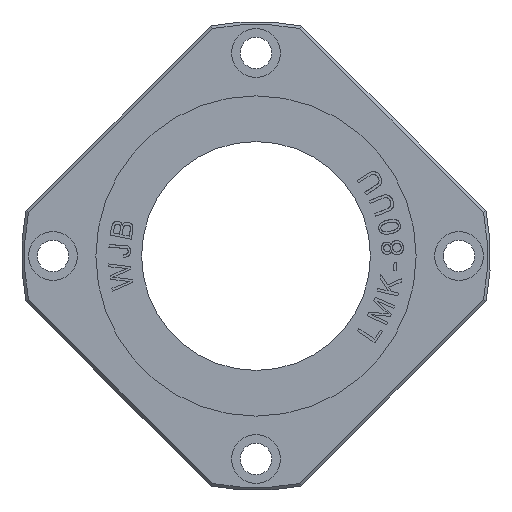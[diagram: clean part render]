
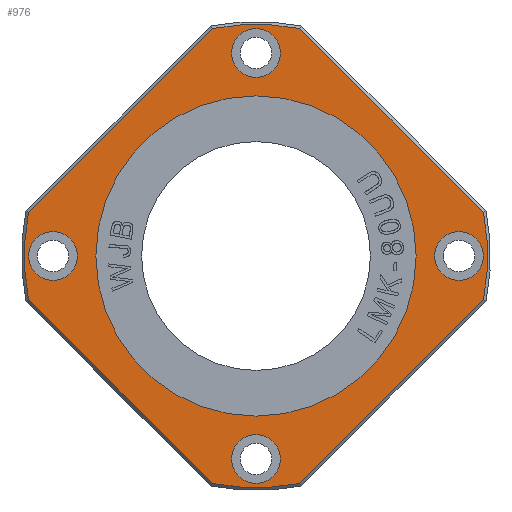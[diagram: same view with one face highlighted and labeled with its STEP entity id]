
A CAD part, left-side view. The second image highlights one B-rep face of the part: STEP entity #976.
In plain terms, the highlighted planar face has unit normal (-1, 0, 0).
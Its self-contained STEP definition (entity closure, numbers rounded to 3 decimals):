
#221=PLANE('',#6309);
#468=FACE_BOUND('',#1713,.T.);
#469=FACE_BOUND('',#1714,.T.);
#470=FACE_BOUND('',#1715,.T.);
#471=FACE_BOUND('',#1716,.T.);
#472=FACE_BOUND('',#1717,.T.);
#473=FACE_BOUND('',#1718,.T.);
#976=ADVANCED_FACE('',(#468,#469,#470,#471,#472,#473),#221,.T.);
#1713=EDGE_LOOP('',(#3320,#3321,#3322,#3323,#3324,#3325,#3326,#3327));
#1714=EDGE_LOOP('',(#3328));
#1715=EDGE_LOOP('',(#3329));
#1716=EDGE_LOOP('',(#3330));
#1717=EDGE_LOOP('',(#3331));
#1718=EDGE_LOOP('',(#3332));
#2223=LINE('',#9178,#2656);
#2224=LINE('',#9182,#2657);
#2225=LINE('',#9183,#2658);
#2226=LINE('',#9184,#2659);
#2656=VECTOR('',#6843,1.);
#2657=VECTOR('',#6846,1.);
#2658=VECTOR('',#6847,1.);
#2659=VECTOR('',#6848,1.);
#3320=ORIENTED_EDGE('',*,*,#5342,.T.);
#3321=ORIENTED_EDGE('',*,*,#5578,.T.);
#3322=ORIENTED_EDGE('',*,*,#5579,.T.);
#3323=ORIENTED_EDGE('',*,*,#5580,.T.);
#3324=ORIENTED_EDGE('',*,*,#5349,.T.);
#3325=ORIENTED_EDGE('',*,*,#5581,.T.);
#3326=ORIENTED_EDGE('',*,*,#5345,.T.);
#3327=ORIENTED_EDGE('',*,*,#5582,.T.);
#3328=ORIENTED_EDGE('',*,*,#5583,.T.);
#3329=ORIENTED_EDGE('',*,*,#5584,.F.);
#3330=ORIENTED_EDGE('',*,*,#5585,.F.);
#3331=ORIENTED_EDGE('',*,*,#5586,.F.);
#3332=ORIENTED_EDGE('',*,*,#5587,.F.);
#4771=VERTEX_POINT('',#7889);
#4772=VERTEX_POINT('',#7891);
#4773=VERTEX_POINT('',#7901);
#4774=VERTEX_POINT('',#7903);
#4777=VERTEX_POINT('',#7916);
#4778=VERTEX_POINT('',#7918);
#5006=VERTEX_POINT('',#9179);
#5007=VERTEX_POINT('',#9181);
#5008=VERTEX_POINT('',#9186);
#5009=VERTEX_POINT('',#9188);
#5010=VERTEX_POINT('',#9190);
#5011=VERTEX_POINT('',#9192);
#5012=VERTEX_POINT('',#9194);
#5342=EDGE_CURVE('',#4772,#4771,#6176,.T.);
#5345=EDGE_CURVE('',#4774,#4773,#6177,.T.);
#5349=EDGE_CURVE('',#4778,#4777,#6179,.T.);
#5578=EDGE_CURVE('',#4771,#5006,#2223,.T.);
#5579=EDGE_CURVE('',#5006,#5007,#6203,.T.);
#5580=EDGE_CURVE('',#5007,#4778,#2224,.T.);
#5581=EDGE_CURVE('',#4777,#4774,#2225,.T.);
#5582=EDGE_CURVE('',#4773,#4772,#2226,.T.);
#5583=EDGE_CURVE('',#5008,#5008,#6204,.T.);
#5584=EDGE_CURVE('',#5009,#5009,#6205,.T.);
#5585=EDGE_CURVE('',#5010,#5010,#6206,.T.);
#5586=EDGE_CURVE('',#5011,#5011,#6207,.T.);
#5587=EDGE_CURVE('',#5012,#5012,#6208,.T.);
#6176=CIRCLE('',#6259,81.);
#6177=CIRCLE('',#6261,81.);
#6179=CIRCLE('',#6264,81.);
#6203=CIRCLE('',#6303,81.);
#6204=CIRCLE('',#6304,56.);
#6205=CIRCLE('',#6305,8.5);
#6206=CIRCLE('',#6306,8.5);
#6207=CIRCLE('',#6307,8.5);
#6208=CIRCLE('',#6308,8.5);
#6259=AXIS2_PLACEMENT_3D('',#7890,#6630,#6631);
#6261=AXIS2_PLACEMENT_3D('',#7902,#6634,#6635);
#6264=AXIS2_PLACEMENT_3D('',#7917,#6640,#6641);
#6303=AXIS2_PLACEMENT_3D('',#9180,#6844,#6845);
#6304=AXIS2_PLACEMENT_3D('',#9185,#6849,#6850);
#6305=AXIS2_PLACEMENT_3D('',#9187,#6851,#6852);
#6306=AXIS2_PLACEMENT_3D('',#9189,#6853,#6854);
#6307=AXIS2_PLACEMENT_3D('',#9191,#6855,#6856);
#6308=AXIS2_PLACEMENT_3D('',#9193,#6857,#6858);
#6309=AXIS2_PLACEMENT_3D('',#9195,#6859,#6860);
#6630=DIRECTION('',(-1.,0.,0.));
#6631=DIRECTION('',(0.,0.,1.));
#6634=DIRECTION('',(-1.,0.,0.));
#6635=DIRECTION('',(0.,0.,1.));
#6640=DIRECTION('',(-1.,0.,0.));
#6641=DIRECTION('',(0.,0.,1.));
#6843=DIRECTION('',(0.,0.707,0.707));
#6844=DIRECTION('',(-1.,0.,0.));
#6845=DIRECTION('',(0.,0.,1.));
#6846=DIRECTION('',(0.,0.707,-0.707));
#6847=DIRECTION('',(0.,-0.707,-0.707));
#6848=DIRECTION('',(0.,-0.707,0.707));
#6849=DIRECTION('',(1.,0.,0.));
#6850=DIRECTION('',(0.,0.,1.));
#6851=DIRECTION('',(-1.,0.,0.));
#6852=DIRECTION('',(0.,0.,1.));
#6853=DIRECTION('',(-1.,0.,0.));
#6854=DIRECTION('',(0.,0.,1.));
#6855=DIRECTION('',(-1.,0.,0.));
#6856=DIRECTION('',(0.,0.,1.));
#6857=DIRECTION('',(-1.,0.,0.));
#6858=DIRECTION('',(0.,0.,1.));
#6859=DIRECTION('',(-1.,0.,0.));
#6860=DIRECTION('',(0.,0.,1.));
#7889=CARTESIAN_POINT('',(0.,-79.557,15.219));
#7890=CARTESIAN_POINT('',(0.,0.,0.));
#7891=CARTESIAN_POINT('',(0.,-79.563,-15.189));
#7901=CARTESIAN_POINT('',(0.,-15.189,-79.563));
#7902=CARTESIAN_POINT('',(0.,0.,0.));
#7903=CARTESIAN_POINT('',(0.,15.219,-79.557));
#7916=CARTESIAN_POINT('',(0.,79.557,-15.219));
#7917=CARTESIAN_POINT('',(0.,0.,0.));
#7918=CARTESIAN_POINT('',(0.,79.563,15.189));
#9178=CARTESIAN_POINT('',(0.,-114.048,-19.272));
#9179=CARTESIAN_POINT('',(0.,-15.219,79.557));
#9180=CARTESIAN_POINT('',(0.,0.,0.));
#9181=CARTESIAN_POINT('',(0.,15.189,79.563));
#9182=CARTESIAN_POINT('',(0.,46.716,48.036));
#9183=CARTESIAN_POINT('',(0.,-19.272,-114.048));
#9184=CARTESIAN_POINT('',(0.,-48.036,-46.716));
#9185=CARTESIAN_POINT('',(0.,0.,0.));
#9186=CARTESIAN_POINT('',(0.,0.,56.));
#9187=CARTESIAN_POINT('',(0.,71.,0.));
#9188=CARTESIAN_POINT('',(0.,71.,8.5));
#9189=CARTESIAN_POINT('',(0.,-71.,0.));
#9190=CARTESIAN_POINT('',(0.,-71.,8.5));
#9191=CARTESIAN_POINT('',(0.,0.,71.));
#9192=CARTESIAN_POINT('',(0.,0.,79.5));
#9193=CARTESIAN_POINT('',(0.,0.,-71.));
#9194=CARTESIAN_POINT('',(0.,0.,-62.5));
#9195=CARTESIAN_POINT('',(0.,-67.32,-66.));
